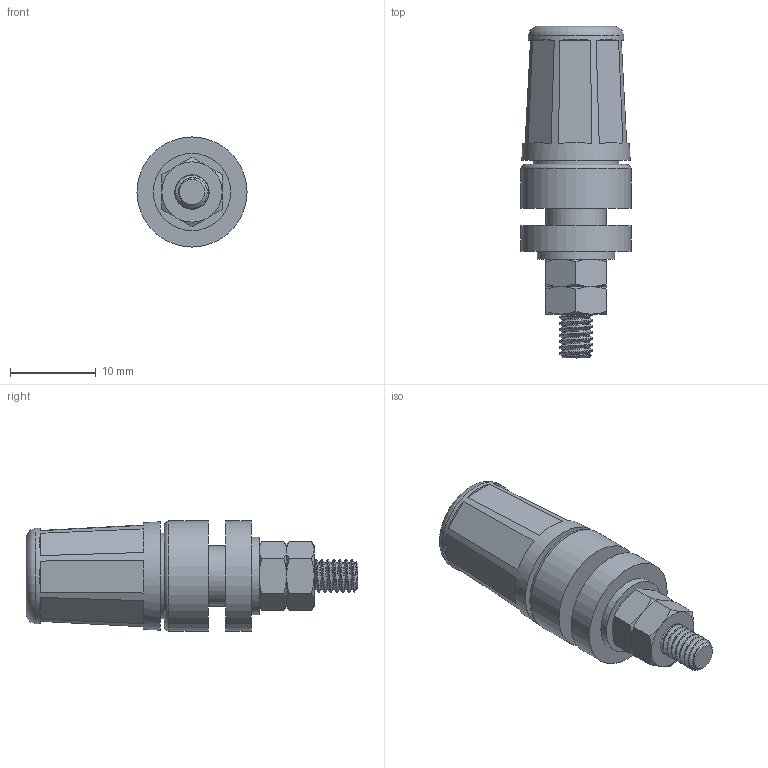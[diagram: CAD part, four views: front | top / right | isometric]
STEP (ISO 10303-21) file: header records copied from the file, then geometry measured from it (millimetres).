
FILE_DESCRIPTION(/* description */ (''),/* implementation_level */ '2;1');
FILE_NAME(/* name */ 'Banana_Socket_Connector_black.step',/* time_stamp */ '2020-01-11T12:01:03+01:00',/* author */ (''),/* organization */ (''),/* preprocessor_version */ 'ST-DEVELOPER v18',/* originating_system */ 'Autodesk Translation Framework v8.12.0.6',/* authorisation */ '');
FILE_SCHEMA (('AUTOMOTIVE_DESIGN { 1 0 10303 214 3 1 1 }'));
Length unit declared in the file: millimetre
Products named in the file (3): Banana_Socket_Connector_black; 90591A255; 90965A150
Assembly tree (3 placements, depth 2):
  Banana_Socket_Connector_black
    90591A255  x2
    90965A150
Bounding box: 12.8 x 38.6 x 12.8 mm (x, y, z)
Volume: 2699.6 mm3; surface area: 3512.2 mm2
Topology: 7 solids, 7 shells, 186 faces, 461 edges, 301 vertices
Faces by surface type: cylinder 84, plane 56, cone 36, bspline 6, torus 4
Full cylindrical faces by diameter (mm): 2 x2, 3.091 x4, 3.111 x25, 3.908 x25, 4 x9, 4.3 x1, 5.884 x1, 7 x2, 9 x1, 10 x1, 12.8 x2
Entity records: 8634 total; most frequent: CARTESIAN_POINT 5211, ORIENTED_EDGE 756, DIRECTION 601, EDGE_CURVE 378, VERTEX_POINT 251, AXIS2_PLACEMENT_3D 250, EDGE_LOOP 177, FACE_OUTER_BOUND 151
